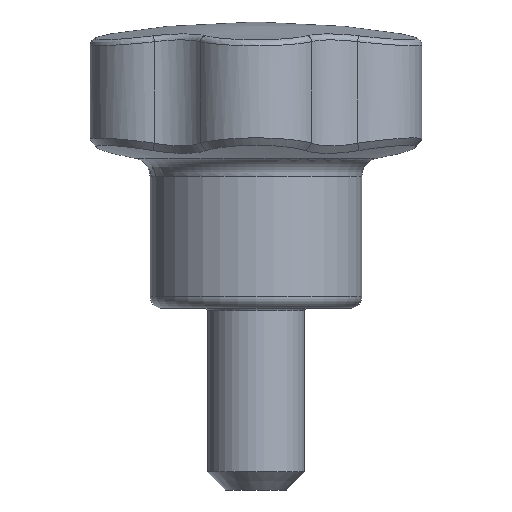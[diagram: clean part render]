
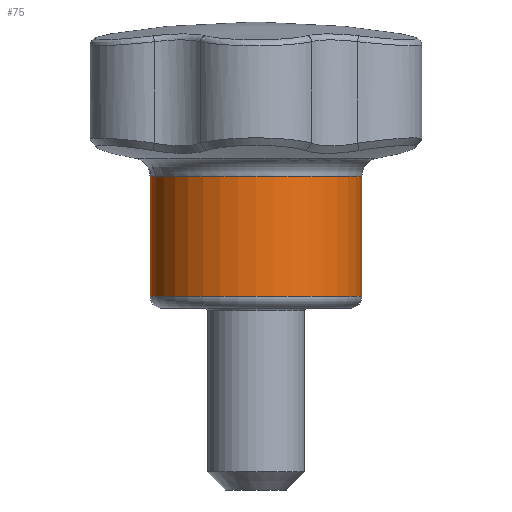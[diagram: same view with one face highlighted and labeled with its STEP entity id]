
A CAD part, front view. The second image highlights one B-rep face of the part: STEP entity #75.
In plain terms, the highlighted cylindrical face has radius 8.75 mm (diameter 17.5 mm), a full revolution.
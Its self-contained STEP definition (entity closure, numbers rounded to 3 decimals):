
#75 = ADVANCED_FACE( '', ( #191, #192 ), #193, .T. );
#191 = FACE_OUTER_BOUND( '', #357, .T. );
#192 = FACE_OUTER_BOUND( '', #358, .T. );
#193 = CYLINDRICAL_SURFACE( '', #359, 8.75 );
#357 = EDGE_LOOP( '', ( #3184 ) );
#358 = EDGE_LOOP( '', ( #3185 ) );
#359 = AXIS2_PLACEMENT_3D( '', #3186, #3187, #3188 );
#3184 = ORIENTED_EDGE( '', *, *, #3492, .T. );
#3185 = ORIENTED_EDGE( '', *, *, #3493, .T. );
#3186 = CARTESIAN_POINT( '', ( 0., 0., 23.65 ) );
#3187 = DIRECTION( '', ( 0., 0., -1. ) );
#3188 = DIRECTION( '', ( 1., 0., 0. ) );
#3492 = EDGE_CURVE( '', #3640, #3640, #3641, .T. );
#3493 = EDGE_CURVE( '', #3642, #3642, #3643, .F. );
#3640 = VERTEX_POINT( '', #3951 );
#3641 = CIRCLE( '', #3952, 8.75 );
#3642 = VERTEX_POINT( '', #3953 );
#3643 = CIRCLE( '', #3954, 8.75 );
#3951 = CARTESIAN_POINT( '', ( 8.75, 0., 1. ) );
#3952 = AXIS2_PLACEMENT_3D( '', #5839, #5840, #5841 );
#3953 = CARTESIAN_POINT( '', ( 8.75, 0., 10.917 ) );
#3954 = AXIS2_PLACEMENT_3D( '', #5842, #5843, #5844 );
#5839 = CARTESIAN_POINT( '', ( 0., 0., 1. ) );
#5840 = DIRECTION( '', ( 0., 0., 1. ) );
#5841 = DIRECTION( '', ( 1., 0., 0. ) );
#5842 = CARTESIAN_POINT( '', ( 0., 0., 10.917 ) );
#5843 = DIRECTION( '', ( 0., 0., 1. ) );
#5844 = DIRECTION( '', ( 1., 0., 0. ) );
